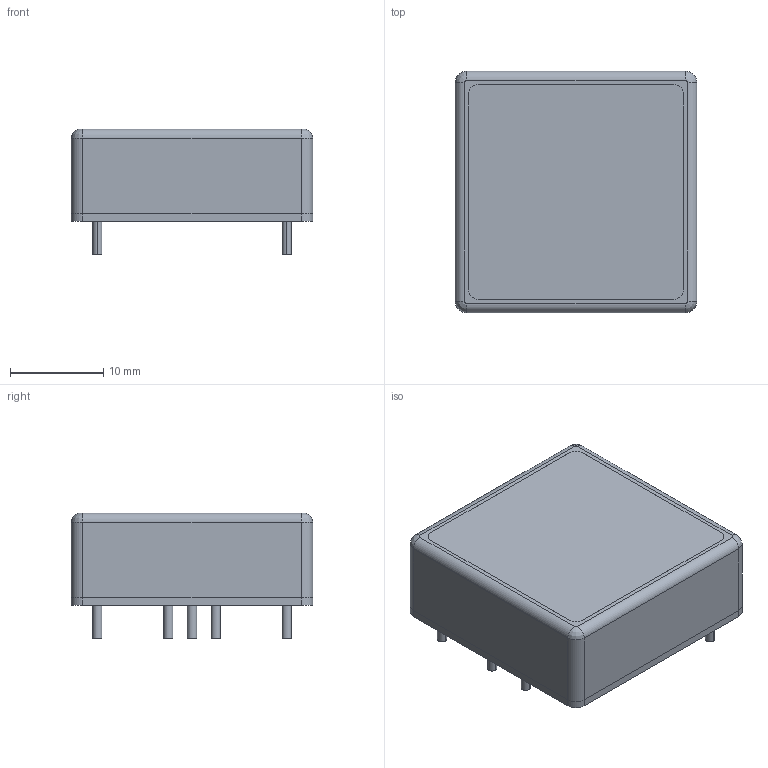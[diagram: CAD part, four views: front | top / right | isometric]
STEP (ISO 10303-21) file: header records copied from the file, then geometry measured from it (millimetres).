
FILE_DESCRIPTION((''),'2;1');
FILE_NAME('DCDC_TRACO_THN30WI.stp','2014-07-21T10:12:24',(''),(''),'Mechanical Desktop 2011','Mechanical Desktop 2011',', , ');
FILE_SCHEMA(('AUTOMOTIVE_DESIGN { 1 2 10303 214 1 1 1 1 }'));
Length unit declared in the file: millimetre
Products named in the file (2): ProductA; Product
Bounding box: 25.9 x 25.9 x 13.5 mm (x, y, z)
Volume: 6623.2 mm3; surface area: 4789.9 mm2
Topology: 9 solids, 9 shells, 71 faces, 148 edges, 96 vertices
Faces by surface type: plane 35, cylinder 32, bspline 4
Entity records: 2131 total; most frequent: CARTESIAN_POINT 493, DIRECTION 354, ORIENTED_EDGE 296, EDGE_CURVE 148, AXIS2_PLACEMENT_3D 137, VERTEX_POINT 96, VECTOR 80, LINE 80
